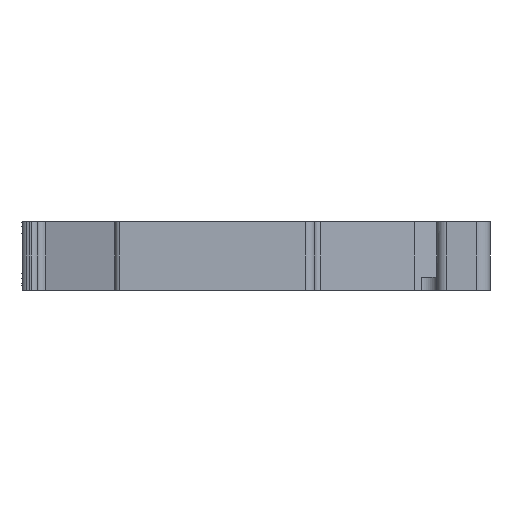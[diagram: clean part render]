
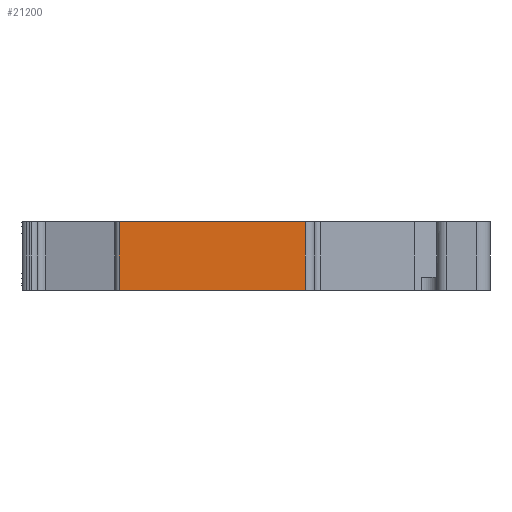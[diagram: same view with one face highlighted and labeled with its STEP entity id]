
A CAD part, left-side view. The second image highlights one B-rep face of the part: STEP entity #21200.
In plain terms, the highlighted planar face has unit normal (-1, 0, 0).
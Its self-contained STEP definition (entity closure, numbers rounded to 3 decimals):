
#580 = EDGE_CURVE ( 'NONE', #15212, #16640, #16227, .T. ) ;
#3466 = DIRECTION ( 'NONE',  ( 0., 0., -1. ) ) ;
#3915 = VERTEX_POINT ( 'NONE', #31557 ) ;
#4523 = DIRECTION ( 'NONE',  ( 1., 0., 0. ) ) ;
#4776 = PLANE ( 'NONE',  #19894 ) ;
#5387 = CARTESIAN_POINT ( 'NONE',  ( 855.603, 1137.644, 1682.272 ) ) ;
#7953 = VECTOR ( 'NONE', #29384, 1000. ) ;
#9230 = CARTESIAN_POINT ( 'NONE',  ( 855.603, 3001.278, 1677.032 ) ) ;
#9953 = ORIENTED_EDGE ( 'NONE', *, *, #580, .F. ) ;
#10328 = DIRECTION ( 'NONE',  ( 0., -1., 0. ) ) ;
#10676 = DIRECTION ( 'NONE',  ( 0., 1., 0. ) ) ;
#14274 = ORIENTED_EDGE ( 'NONE', *, *, #27231, .F. ) ;
#15212 = VERTEX_POINT ( 'NONE', #5387 ) ;
#16016 = DIRECTION ( 'NONE',  ( 0., 0., 1. ) ) ;
#16227 = LINE ( 'NONE', #32325, #18552 ) ;
#16640 = VERTEX_POINT ( 'NONE', #33499 ) ;
#18552 = VECTOR ( 'NONE', #3466, 1000. ) ;
#18613 = LINE ( 'NONE', #32425, #23996 ) ;
#18840 = CARTESIAN_POINT ( 'NONE',  ( 855.603, 1151.757, 1682.272 ) ) ;
#19894 = AXIS2_PLACEMENT_3D ( 'NONE', #30852, #4523, #10676 ) ;
#20650 = EDGE_CURVE ( 'NONE', #34528, #3915, #34926, .T. ) ;
#21200 = ADVANCED_FACE ( 'NONE', ( #26460 ), #4776, .F. ) ;
#23996 = VECTOR ( 'NONE', #10328, 1000. ) ;
#25774 = ORIENTED_EDGE ( 'NONE', *, *, #20650, .F. ) ;
#26460 = FACE_OUTER_BOUND ( 'NONE', #34302, .T. ) ;
#26755 = ORIENTED_EDGE ( 'NONE', *, *, #32730, .F. ) ;
#27231 = EDGE_CURVE ( 'NONE', #16640, #34528, #30980, .T. ) ;
#29384 = DIRECTION ( 'NONE',  ( 0., 1., 0. ) ) ;
#30852 = CARTESIAN_POINT ( 'NONE',  ( 855.603, 3001.278, 1682.272 ) ) ;
#30980 = LINE ( 'NONE', #9230, #7953 ) ;
#31557 = CARTESIAN_POINT ( 'NONE',  ( 855.603, 1151.757, 1682.272 ) ) ;
#32325 = CARTESIAN_POINT ( 'NONE',  ( 855.603, 1137.644, 1682.272 ) ) ;
#32425 = CARTESIAN_POINT ( 'NONE',  ( 855.603, 3001.278, 1682.272 ) ) ;
#32603 = CARTESIAN_POINT ( 'NONE',  ( 855.603, 1151.757, 1677.032 ) ) ;
#32730 = EDGE_CURVE ( 'NONE', #3915, #15212, #18613, .T. ) ;
#33499 = CARTESIAN_POINT ( 'NONE',  ( 855.603, 1137.644, 1677.032 ) ) ;
#33994 = VECTOR ( 'NONE', #16016, 1000. ) ;
#34302 = EDGE_LOOP ( 'NONE', ( #9953, #26755, #25774, #14274 ) ) ;
#34528 = VERTEX_POINT ( 'NONE', #32603 ) ;
#34926 = LINE ( 'NONE', #18840, #33994 ) ;
